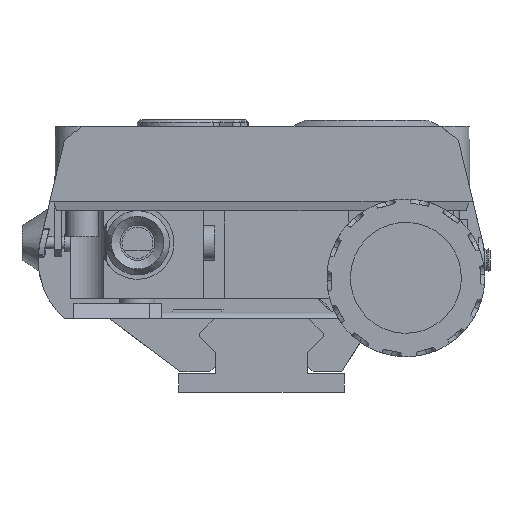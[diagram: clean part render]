
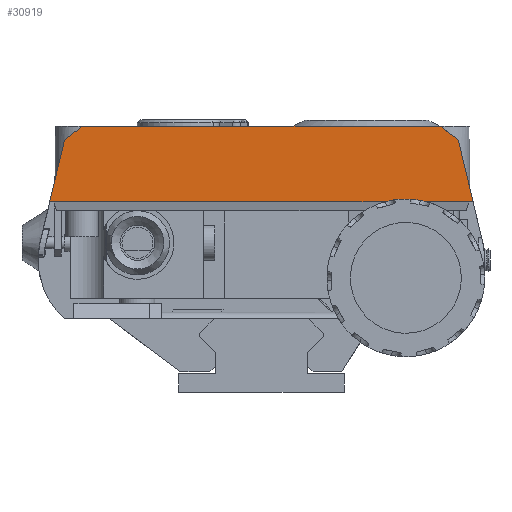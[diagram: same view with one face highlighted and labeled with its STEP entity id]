
A CAD part, front view. The second image highlights one B-rep face of the part: STEP entity #30919.
In plain terms, the highlighted planar face has unit normal (0, -1, 0).
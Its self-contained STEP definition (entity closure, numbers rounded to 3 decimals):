
#2047=PLANE('',#32742);
#3483=FACE_OUTER_BOUND('',#5248,.T.);
#5248=EDGE_LOOP('',(#25387,#25388,#25389,#25390,#25391,#25392));
#7798=LINE('',#52267,#10997);
#7823=LINE('',#52515,#11022);
#7825=LINE('',#52520,#11024);
#7833=LINE('',#52546,#11032);
#7835=LINE('',#52549,#11034);
#7836=LINE('',#52552,#11035);
#10997=VECTOR('',#37155,10.);
#11022=VECTOR('',#37248,10.);
#11024=VECTOR('',#37254,10.);
#11032=VECTOR('',#37282,10.);
#11034=VECTOR('',#37286,10.);
#11035=VECTOR('',#37291,10.);
#14638=VERTEX_POINT('',#52264);
#14639=VERTEX_POINT('',#52266);
#14696=VERTEX_POINT('',#52512);
#14697=VERTEX_POINT('',#52514);
#14705=VERTEX_POINT('',#52543);
#14706=VERTEX_POINT('',#52545);
#18426=EDGE_CURVE('',#14638,#14639,#7798,.T.);
#18492=EDGE_CURVE('',#14697,#14696,#7823,.T.);
#18495=EDGE_CURVE('',#14697,#14638,#7825,.T.);
#18508=EDGE_CURVE('',#14706,#14705,#7833,.T.);
#18510=EDGE_CURVE('',#14639,#14705,#7835,.T.);
#18512=EDGE_CURVE('',#14696,#14706,#7836,.T.);
#25387=ORIENTED_EDGE('',*,*,#18495,.F.);
#25388=ORIENTED_EDGE('',*,*,#18492,.T.);
#25389=ORIENTED_EDGE('',*,*,#18512,.T.);
#25390=ORIENTED_EDGE('',*,*,#18508,.T.);
#25391=ORIENTED_EDGE('',*,*,#18510,.F.);
#25392=ORIENTED_EDGE('',*,*,#18426,.F.);
#30919=ADVANCED_FACE('',(#3483),#2047,.T.);
#32742=AXIS2_PLACEMENT_3D('',#52551,#37289,#37290);
#37155=DIRECTION('',(1.,0.,0.));
#37248=DIRECTION('',(-0.232,0.,-0.973));
#37254=DIRECTION('',(0.785,0.,0.62));
#37282=DIRECTION('',(-0.232,0.,0.973));
#37286=DIRECTION('',(0.785,0.,-0.62));
#37289=DIRECTION('center_axis',(0.,-1.,0.));
#37290=DIRECTION('ref_axis',(1.,0.,0.));
#37291=DIRECTION('',(1.,0.,0.));
#52264=CARTESIAN_POINT('',(-30.647,-49.75,33.));
#52266=CARTESIAN_POINT('',(30.647,-49.75,33.));
#52267=CARTESIAN_POINT('',(-36.25,-49.75,33.));
#52512=CARTESIAN_POINT('',(-36.25,-49.75,20.));
#52514=CARTESIAN_POINT('',(-33.727,-49.75,30.568));
#52515=CARTESIAN_POINT('',(-36.25,-49.75,20.));
#52520=CARTESIAN_POINT('',(-36.304,-49.75,28.534));
#52543=CARTESIAN_POINT('',(33.727,-49.75,30.568));
#52545=CARTESIAN_POINT('',(36.25,-49.75,20.));
#52546=CARTESIAN_POINT('',(32.745,-49.75,34.686));
#52549=CARTESIAN_POINT('',(13.971,-49.75,46.164));
#52551=CARTESIAN_POINT('Origin',(-36.25,-49.75,20.));
#52552=CARTESIAN_POINT('',(-36.25,-49.75,20.));
